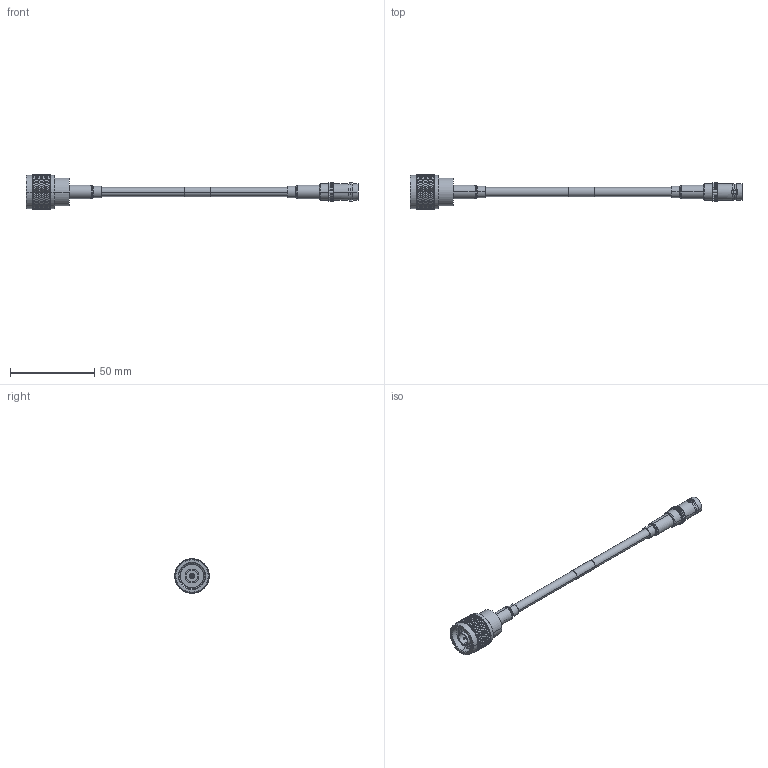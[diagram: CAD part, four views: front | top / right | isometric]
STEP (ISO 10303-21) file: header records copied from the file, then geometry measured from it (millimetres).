
FILE_DESCRIPTION (( 'STEP AP203' ), '1' );
FILE_NAME ('FMCA2705.STEP', '2022-03-09T16:56:47', ( '' ), ( '' ), 'SwSTEP 2.0', 'SolidWorks 2021', '' );
FILE_SCHEMA (( 'CONFIG_CONTROL_DESIGN' ));
Products named in the file (5): FMCN1573; SC9107; FMCA2705; RG223_with label; CA-240-MA1_.75" Long
Assembly tree (5 placements, depth 2):
  FMCA2705
    RG223_with label
    FMCN1573
    SC9107
    CA-240-MA1_.75" Long  x2
Bounding box: 196.93 x 20.32 x 20.32 mm (x, y, z)
Volume: 10441.7 mm3; surface area: 11136.4 mm2
Topology: 7 solids, 7 shells, 2613 faces, 5708 edges, 3128 vertices
Faces by surface type: bspline 1795, cylinder 730, plane 35, cone 29, torus 24
Entity records: 99476 total; most frequent: CARTESIAN_POINT 61963, ORIENTED_EDGE 11328, EDGE_CURVE 5664, DIRECTION 3358, VERTEX_POINT 3104, EDGE_LOOP 2616, ADVANCED_FACE 2591, FACE_OUTER_BOUND 2591
